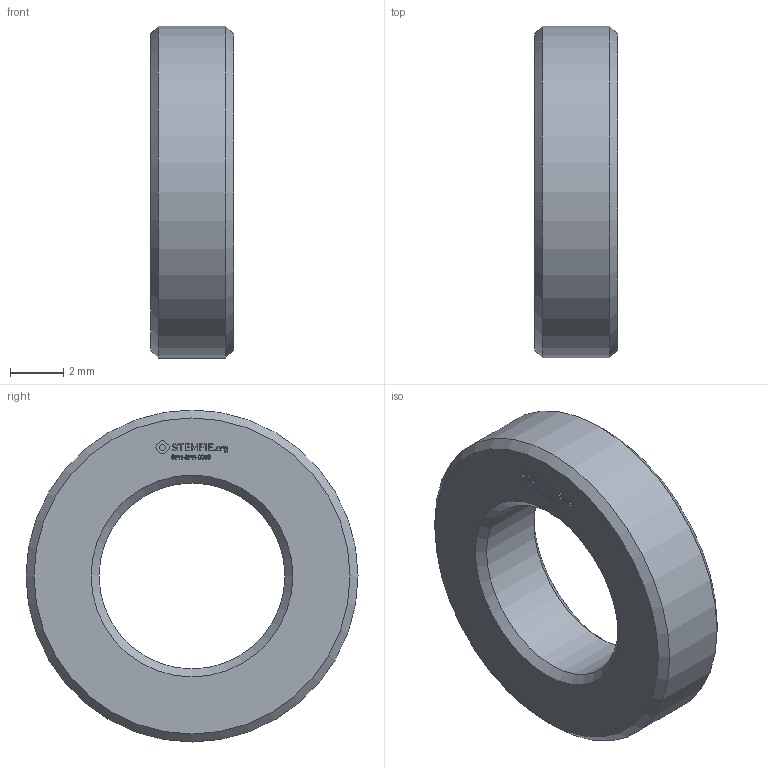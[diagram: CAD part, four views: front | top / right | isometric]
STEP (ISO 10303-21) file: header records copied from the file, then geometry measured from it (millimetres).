
FILE_DESCRIPTION(('FreeCAD Model'),'2;1');
FILE_NAME('Open CASCADE Shape Model','2024-01-02T00:11:49',(''),(''), 'Open CASCADE STEP processor 7.6','FreeCAD','Unknown');
FILE_SCHEMA(('AUTOMOTIVE_DESIGN { 1 0 10303 214 1 1 1 1 }'));
Length unit declared in the file: millimetre
Products named in the file (1): Spacer FRE BU01.00x00.25 - SPN-SPR-0050 (stemfie.org)
Bounding box: 3.12 x 12.5 x 12.5 mm (x, y, z)
Volume: 257.7 mm3; surface area: 339.5 mm2
Topology: 1 solids, 1 shells, 452 faces, 1247 edges, 830 vertices
Faces by surface type: plane 302, extrusion 144, cone 4, cylinder 2
Full cylindrical faces by diameter (mm): 7 x1, 12.5 x1
Entity records: 30012 total; most frequent: CARTESIAN_POINT 7064, DIRECTION 3335, VECTOR 2697, LINE 2553, ORIENTED_EDGE 2494, PCURVE 2494, DEFINITIONAL_REPRESENTATION 2494, B_SPLINE_CURVE_WITH_KNOTS 1320
